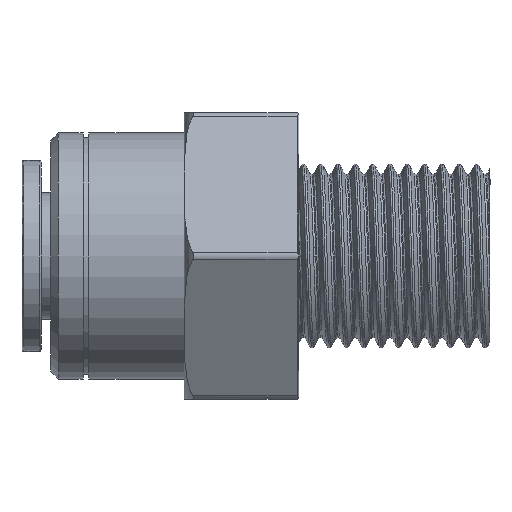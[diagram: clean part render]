
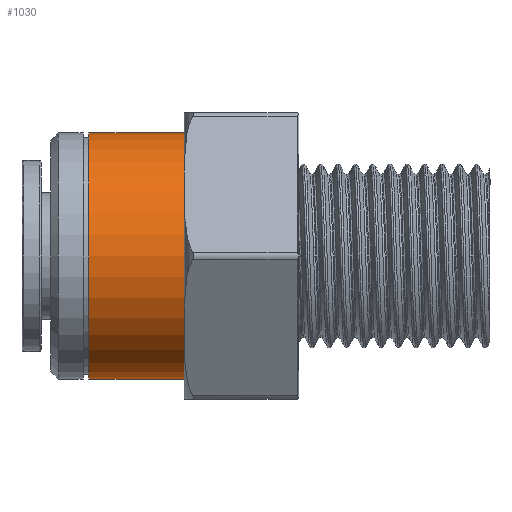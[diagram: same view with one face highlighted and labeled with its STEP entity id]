
A CAD part, left-side view. The second image highlights one B-rep face of the part: STEP entity #1030.
In plain terms, the highlighted cylindrical face has radius 6.45 mm (diameter 12.9 mm), a full revolution.
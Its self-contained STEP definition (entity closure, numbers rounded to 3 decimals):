
#95=FACE_OUTER_BOUND('',#159,.T.);
#159=EDGE_LOOP('',(#771,#772,#773,#774,#775));
#282=CIRCLE('',#1120,6.45);
#283=CIRCLE('',#1121,6.45);
#284=CIRCLE('',#1123,6.45);
#332=LINE('',#2114,#377);
#377=VECTOR('',#1299,6.45);
#454=VERTEX_POINT('',#2108);
#455=VERTEX_POINT('',#2109);
#456=VERTEX_POINT('',#2113);
#583=EDGE_CURVE('',#454,#455,#282,.T.);
#584=EDGE_CURVE('',#455,#454,#283,.T.);
#585=EDGE_CURVE('',#455,#456,#332,.T.);
#586=EDGE_CURVE('',#456,#456,#284,.T.);
#771=ORIENTED_EDGE('',*,*,#583,.T.);
#772=ORIENTED_EDGE('',*,*,#585,.T.);
#773=ORIENTED_EDGE('',*,*,#586,.F.);
#774=ORIENTED_EDGE('',*,*,#585,.F.);
#775=ORIENTED_EDGE('',*,*,#584,.T.);
#985=CYLINDRICAL_SURFACE('',#1122,6.45);
#1030=ADVANCED_FACE('',(#95),#985,.T.);
#1120=AXIS2_PLACEMENT_3D('',#2110,#1293,#1294);
#1121=AXIS2_PLACEMENT_3D('',#2111,#1295,#1296);
#1122=AXIS2_PLACEMENT_3D('',#2112,#1297,#1298);
#1123=AXIS2_PLACEMENT_3D('',#2115,#1300,#1301);
#1293=DIRECTION('center_axis',(0.,-1.,0.));
#1294=DIRECTION('ref_axis',(-1.,0.,0.));
#1295=DIRECTION('center_axis',(0.,-1.,0.));
#1296=DIRECTION('ref_axis',(-1.,0.,0.));
#1297=DIRECTION('center_axis',(0.,1.,0.));
#1298=DIRECTION('ref_axis',(-1.,0.,0.));
#1299=DIRECTION('',(0.,-1.,0.));
#1300=DIRECTION('center_axis',(0.,-1.,0.));
#1301=DIRECTION('ref_axis',(-1.,0.,0.));
#2108=CARTESIAN_POINT('',(-6.45,17.5,0.));
#2109=CARTESIAN_POINT('',(6.45,17.5,0.));
#2110=CARTESIAN_POINT('Origin',(0.,17.5,0.));
#2111=CARTESIAN_POINT('Origin',(0.,17.5,0.));
#2112=CARTESIAN_POINT('Origin',(0.,12.5,0.));
#2113=CARTESIAN_POINT('',(6.45,12.5,0.));
#2114=CARTESIAN_POINT('',(6.45,12.5,0.));
#2115=CARTESIAN_POINT('Origin',(0.,12.5,0.));
